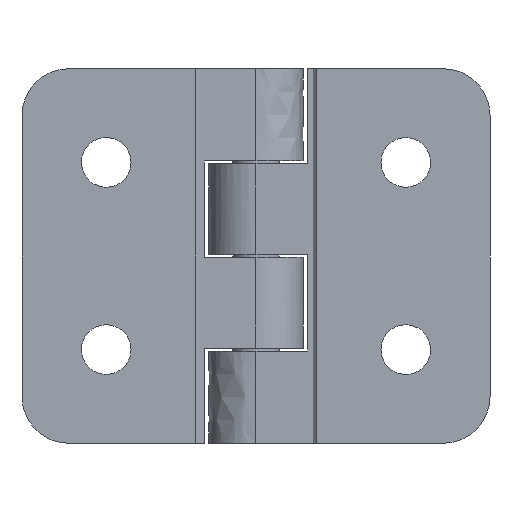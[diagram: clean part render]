
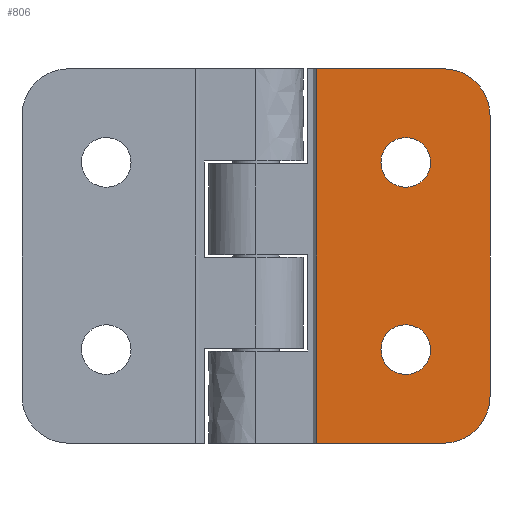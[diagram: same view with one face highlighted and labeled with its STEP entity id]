
A CAD part, front view. The second image highlights one B-rep face of the part: STEP entity #806.
In plain terms, the highlighted free-form (B-spline) face has degree [1, 1] with [2, 2] control points.
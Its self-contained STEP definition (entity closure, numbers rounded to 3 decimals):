
#636 = VERTEX_POINT('',#637);
#637 = CARTESIAN_POINT('',(26.009,-7.087,
    -26.009));
#642 = EDGE_CURVE('',#636,#643,#645,.T.);
#643 = VERTEX_POINT('',#644);
#644 = CARTESIAN_POINT('',(8.453,-7.087,
    -26.009));
#645 = B_SPLINE_CURVE_WITH_KNOTS('',1,(#646,#647),.UNSPECIFIED.,.F.,.F.,
  (2,2),(-20.,-6.5),.PIECEWISE_BEZIER_KNOTS.);
#646 = CARTESIAN_POINT('',(26.009,-7.087,
    -26.009));
#647 = CARTESIAN_POINT('',(8.453,-7.087,
    -26.009));
#679 = VERTEX_POINT('',#680);
#680 = CARTESIAN_POINT('',(32.511,-7.087,
    -19.507));
#685 = EDGE_CURVE('',#679,#636,#686,.T.);
#686 = ( BOUNDED_CURVE() B_SPLINE_CURVE(2,(#687,#688,#689),
.UNSPECIFIED.,.F.,.F.) B_SPLINE_CURVE_WITH_KNOTS((3,3),(5.498,
7.069),.PIECEWISE_BEZIER_KNOTS.) CURVE() 
GEOMETRIC_REPRESENTATION_ITEM() RATIONAL_B_SPLINE_CURVE((1.,
0.707,1.)) REPRESENTATION_ITEM('') );
#687 = CARTESIAN_POINT('',(32.511,-7.087,
    -19.507));
#688 = CARTESIAN_POINT('',(32.511,-7.087,
    -26.009));
#689 = CARTESIAN_POINT('',(26.009,-7.087,
    -26.009));
#704 = VERTEX_POINT('',#705);
#705 = CARTESIAN_POINT('',(32.511,-7.087,
    19.507));
#710 = EDGE_CURVE('',#679,#704,#711,.T.);
#711 = B_SPLINE_CURVE_WITH_KNOTS('',1,(#712,#713),.UNSPECIFIED.,.F.,.F.,
  (2,2),(-15.,15.),.PIECEWISE_BEZIER_KNOTS.);
#712 = CARTESIAN_POINT('',(32.511,-7.087,
    -19.507));
#713 = CARTESIAN_POINT('',(32.511,-7.087,
    19.507));
#726 = VERTEX_POINT('',#727);
#727 = CARTESIAN_POINT('',(26.009,-7.087,
    26.009));
#732 = EDGE_CURVE('',#726,#704,#733,.T.);
#733 = ( BOUNDED_CURVE() B_SPLINE_CURVE(2,(#734,#735,#736),
.UNSPECIFIED.,.F.,.F.) B_SPLINE_CURVE_WITH_KNOTS((3,3),(5.498,
7.069),.PIECEWISE_BEZIER_KNOTS.) CURVE() 
GEOMETRIC_REPRESENTATION_ITEM() RATIONAL_B_SPLINE_CURVE((1.,
0.707,1.)) REPRESENTATION_ITEM('') );
#734 = CARTESIAN_POINT('',(26.009,-7.087,
    26.009));
#735 = CARTESIAN_POINT('',(32.511,-7.087,
    26.009));
#736 = CARTESIAN_POINT('',(32.511,-7.087,
    19.507));
#757 = VERTEX_POINT('',#758);
#758 = CARTESIAN_POINT('',(8.453,-7.087,
    26.009));
#763 = EDGE_CURVE('',#757,#726,#764,.T.);
#764 = B_SPLINE_CURVE_WITH_KNOTS('',1,(#765,#766),.UNSPECIFIED.,.F.,.F.,
  (2,2),(6.5,20.),.PIECEWISE_BEZIER_KNOTS.);
#765 = CARTESIAN_POINT('',(8.453,-7.087,
    26.009));
#766 = CARTESIAN_POINT('',(26.009,-7.087,
    26.009));
#797 = EDGE_CURVE('',#757,#643,#798,.T.);
#798 = B_SPLINE_CURVE_WITH_KNOTS('',1,(#799,#800),.UNSPECIFIED.,.F.,.F.,
  (2,2),(-10.,30.),.PIECEWISE_BEZIER_KNOTS.);
#799 = CARTESIAN_POINT('',(8.453,-7.087,
    26.009));
#800 = CARTESIAN_POINT('',(8.453,-7.087,
    -26.009));
#806 = ADVANCED_FACE('',(#807,#815,#829),#843,.T.);
#807 = FACE_BOUND('',#808,.T.);
#808 = EDGE_LOOP('',(#809,#810,#811,#812,#813,#814));
#809 = ORIENTED_EDGE('',*,*,#797,.T.);
#810 = ORIENTED_EDGE('',*,*,#642,.F.);
#811 = ORIENTED_EDGE('',*,*,#685,.F.);
#812 = ORIENTED_EDGE('',*,*,#710,.T.);
#813 = ORIENTED_EDGE('',*,*,#732,.F.);
#814 = ORIENTED_EDGE('',*,*,#763,.F.);
#815 = FACE_BOUND('',#816,.T.);
#816 = EDGE_LOOP('',(#817));
#817 = ORIENTED_EDGE('',*,*,#818,.T.);
#818 = EDGE_CURVE('',#819,#819,#821,.T.);
#819 = VERTEX_POINT('',#820);
#820 = CARTESIAN_POINT('',(17.361,-7.087,
    13.004));
#821 = ( BOUNDED_CURVE() B_SPLINE_CURVE(2,(#822,#823,#824,#825,#826,#827
,#828),.UNSPECIFIED.,.T.,.F.) B_SPLINE_CURVE_WITH_KNOTS((3,2,2,3),(
    3.142,5.236,7.33,9.425),
.PIECEWISE_BEZIER_KNOTS.) CURVE() GEOMETRIC_REPRESENTATION_ITEM() 
RATIONAL_B_SPLINE_CURVE((1.,0.5,1.,0.5,1.,0.5,1.)) REPRESENTATION_ITEM(
  '') );
#822 = CARTESIAN_POINT('',(17.361,-7.087,
    13.004));
#823 = CARTESIAN_POINT('',(17.361,-7.087,
    18.973));
#824 = CARTESIAN_POINT('',(22.53,-7.087,15.989
    ));
#825 = CARTESIAN_POINT('',(27.699,-7.087,
    13.004));
#826 = CARTESIAN_POINT('',(22.53,-7.087,
    10.02));
#827 = CARTESIAN_POINT('',(17.361,-7.087,7.035
    ));
#828 = CARTESIAN_POINT('',(17.361,-7.087,
    13.004));
#829 = FACE_BOUND('',#830,.T.);
#830 = EDGE_LOOP('',(#831));
#831 = ORIENTED_EDGE('',*,*,#832,.T.);
#832 = EDGE_CURVE('',#833,#833,#835,.T.);
#833 = VERTEX_POINT('',#834);
#834 = CARTESIAN_POINT('',(17.361,-7.087,
    -13.004));
#835 = ( BOUNDED_CURVE() B_SPLINE_CURVE(2,(#836,#837,#838,#839,#840,#841
,#842),.UNSPECIFIED.,.T.,.F.) B_SPLINE_CURVE_WITH_KNOTS((3,2,2,3),(
    3.142,5.236,7.33,9.425),
.PIECEWISE_BEZIER_KNOTS.) CURVE() GEOMETRIC_REPRESENTATION_ITEM() 
RATIONAL_B_SPLINE_CURVE((1.,0.5,1.,0.5,1.,0.5,1.)) REPRESENTATION_ITEM(
  '') );
#836 = CARTESIAN_POINT('',(17.361,-7.087,
    -13.004));
#837 = CARTESIAN_POINT('',(17.361,-7.087,
    -7.035));
#838 = CARTESIAN_POINT('',(22.53,-7.087,
    -10.02));
#839 = CARTESIAN_POINT('',(27.699,-7.087,
    -13.004));
#840 = CARTESIAN_POINT('',(22.53,-7.087,
    -15.989));
#841 = CARTESIAN_POINT('',(17.361,-7.087,
    -18.973));
#842 = CARTESIAN_POINT('',(17.361,-7.087,
    -13.004));
#843 = B_SPLINE_SURFACE_WITH_KNOTS('',1,1,(
    (#844,#845)
    ,(#846,#847
    )),.UNSPECIFIED.,.F.,.F.,.F.,(2,2),(2,2),(6.5,25.),(-20.,20.),
  .PIECEWISE_BEZIER_KNOTS.);
#844 = CARTESIAN_POINT('',(8.453,-7.087,
    -26.009));
#845 = CARTESIAN_POINT('',(8.453,-7.087,
    26.009));
#846 = CARTESIAN_POINT('',(32.511,-7.087,
    -26.009));
#847 = CARTESIAN_POINT('',(32.511,-7.087,
    26.009));
